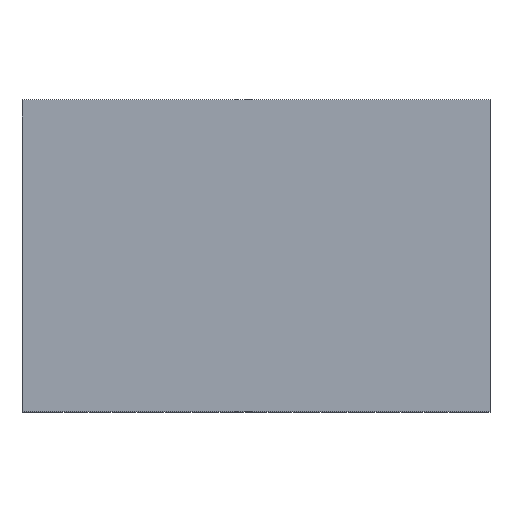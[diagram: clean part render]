
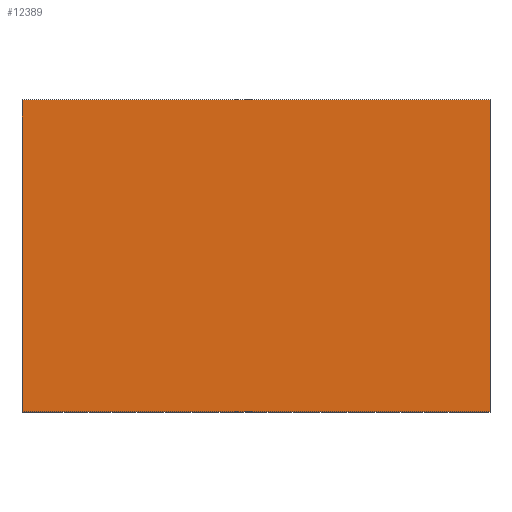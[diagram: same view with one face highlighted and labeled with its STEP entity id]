
A CAD part, top view. The second image highlights one B-rep face of the part: STEP entity #12389.
In plain terms, the highlighted face is planar.
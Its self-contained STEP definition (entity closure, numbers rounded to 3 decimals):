
#5507=DIRECTION('',(0.,0.,1.));
#5508=VECTOR('',#5507,4.);
#5509=CARTESIAN_POINT('',(-3.,0.775,-2.));
#5510=LINE('',#5509,#5508);
#5514=DIRECTION('',(-1.,0.,0.));
#5515=VECTOR('',#5514,6.);
#5516=CARTESIAN_POINT('',(3.,0.775,-2.));
#5517=LINE('',#5516,#5515);
#5521=DIRECTION('',(0.,0.,-1.));
#5522=VECTOR('',#5521,4.);
#5523=CARTESIAN_POINT('',(3.,0.775,2.));
#5524=LINE('',#5523,#5522);
#5528=DIRECTION('',(1.,0.,0.));
#5529=VECTOR('',#5528,6.);
#5530=CARTESIAN_POINT('',(-3.,0.775,2.));
#5531=LINE('',#5530,#5529);
#7253=CARTESIAN_POINT('',(-3.,0.775,-2.));
#7254=CARTESIAN_POINT('',(-3.,0.775,2.));
#7255=VERTEX_POINT('',#7253);
#7256=VERTEX_POINT('',#7254);
#7257=CARTESIAN_POINT('',(3.,0.775,2.));
#7258=VERTEX_POINT('',#7257);
#7259=CARTESIAN_POINT('',(3.,0.775,-2.));
#7260=VERTEX_POINT('',#7259);
#12378=CARTESIAN_POINT('',(0.,0.775,0.));
#12379=DIRECTION('',(0.,1.,0.));
#12380=DIRECTION('',(1.,0.,0.));
#12381=AXIS2_PLACEMENT_3D('',#12378,#12379,#12380);
#12382=PLANE('',#12381);
#12383=ORIENTED_EDGE('',*,*,#11671,.F.);
#12384=ORIENTED_EDGE('',*,*,#9615,.F.);
#12385=ORIENTED_EDGE('',*,*,#11020,.F.);
#12386=ORIENTED_EDGE('',*,*,#11419,.F.);
#12387=EDGE_LOOP('',(#12383,#12384,#12385,#12386));
#12388=FACE_OUTER_BOUND('',#12387,.F.);
#9615=EDGE_CURVE('',#7260,#7255,#5517,.T.);
#11020=EDGE_CURVE('',#7258,#7260,#5524,.T.);
#11419=EDGE_CURVE('',#7256,#7258,#5531,.T.);
#11671=EDGE_CURVE('',#7255,#7256,#5510,.T.);
#12389=ADVANCED_FACE('',(#12388),#12382,.T.);
